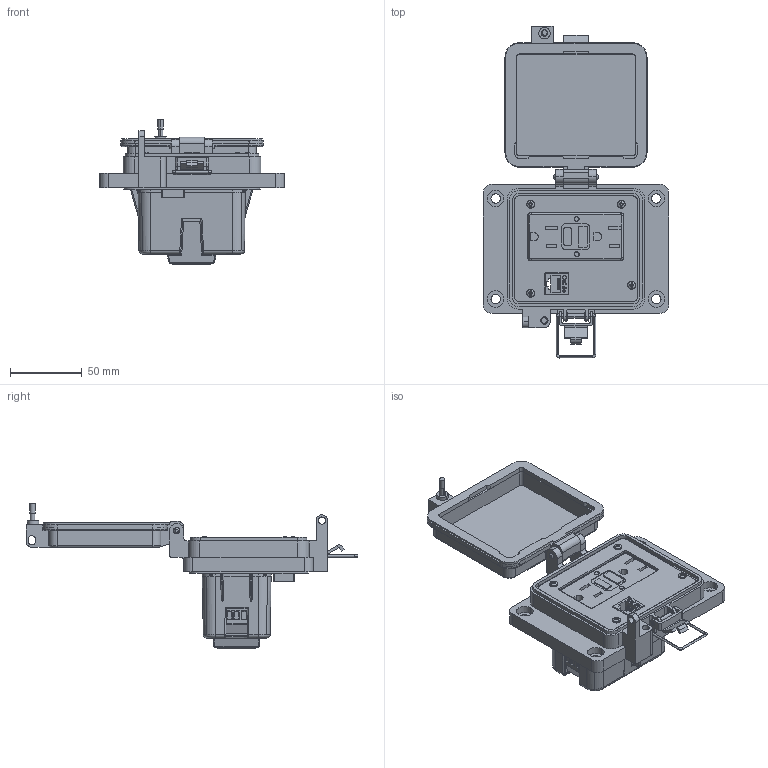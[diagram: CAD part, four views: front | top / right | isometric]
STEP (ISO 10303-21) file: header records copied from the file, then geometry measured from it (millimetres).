
FILE_DESCRIPTION (( 'STEP AP203' ), '1' );
FILE_NAME ('P-R2-K4RF0_3D.STEP', '2021-11-19T18:43:42', ( '' ), ( '' ), 'SwSTEP 2.0', 'SolidWorks 2019', '' );
FILE_SCHEMA (( 'CONFIG_CONTROL_DESIGN' ));
Length unit declared in the file: millimetre
Products named in the file (12): P-R2-K4RF0_TP; R2; Z-120-RIOF-SHELL; RF; P-R2-K4RF0_3D; 90272A106_ZINC-PLTD STL PAN HEAD PHILLIPS MACHINE SCREW_90272A106; Z-300-RJ45CAT5; Z-200-OTLT-RIOF-15A; Z-H-K4_B; P-R2-K4RF0_BP; Z-200-OTLT-GFIH-15A_sheared; P-R2-K4RF0_FP
Assembly tree (14 placements, depth 4):
  P-R2-K4RF0_3D
    P-R2-K4RF0_BP
    P-R2-K4RF0_FP
    90272A106_ZINC-PLTD STL PAN HEAD PHILLIPS MACHINE SCREW_90272A106  x4
    P-R2-K4RF0_TP
    R2
      Z-300-RJ45CAT5
    Z-H-K4_B
    RF
      Z-200-OTLT-RIOF-15A
        Z-120-RIOF-SHELL
        Z-200-OTLT-GFIH-15A_sheared
Bounding box: 129 x 231.28 x 101.5 mm (x, y, z)
Volume: 306341.6 mm3; surface area: 186671.8 mm2
Topology: 35 solids, 41 shells, 5247 faces, 13581 edges, 8570 vertices
Faces by surface type: plane 2242, cylinder 1530, bspline 1214, cone 114, torus 89, sphere 58
Entity records: 208677 total; most frequent: CARTESIAN_POINT 98000, ORIENTED_EDGE 25386, DIRECTION 18475, EDGE_CURVE 12693, VERTEX_POINT 7991, VECTOR 7445, LINE 7445, AXIS2_PLACEMENT_3D 5515
